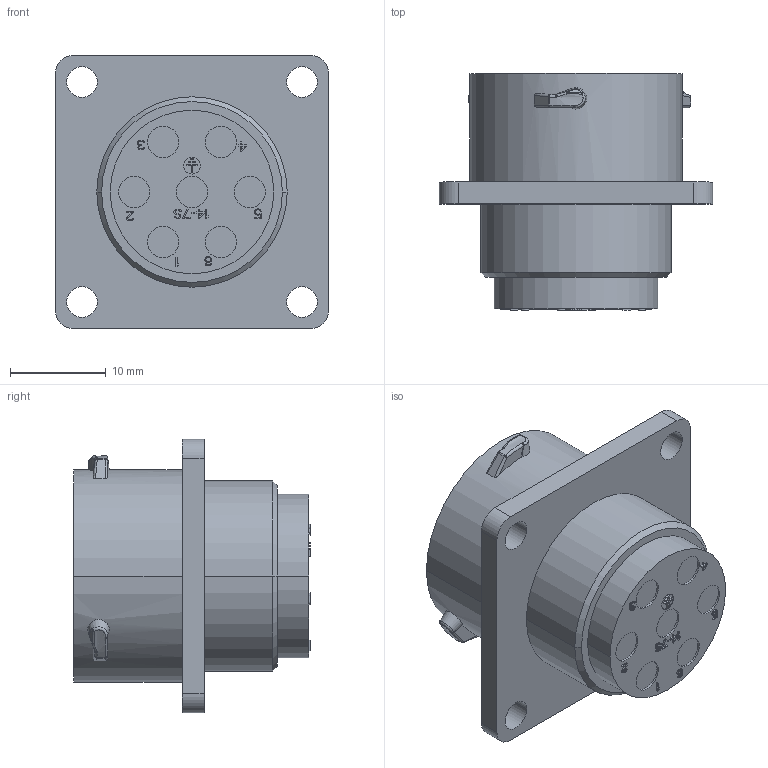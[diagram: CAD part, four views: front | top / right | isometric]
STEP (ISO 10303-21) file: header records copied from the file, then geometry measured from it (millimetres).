
FILE_DESCRIPTION((''),'2;1');
FILE_NAME('UTS0147S_CLIENT','2012-11-26T',('jfeurprier'),('SOURIAU'),'PRO/ENGINEER BY PARAMETRIC TECHNOLOGY CORPORATION, 2010140','PRO/ENGINEER BY PARAMETRIC TECHNOLOGY CORPORATION, 2010140','');
FILE_SCHEMA(('CONFIG_CONTROL_DESIGN'));
Length unit declared in the file: millimetre
Products named in the file (1): UTS0147S_CLIENT
Bounding box: 28.6 x 24.75 x 28.6 mm (x, y, z)
Volume: 8731.3 mm3; surface area: 4285.8 mm2
Topology: 1 solids, 1 shells, 826 faces, 2245 edges, 1479 vertices
Faces by surface type: plane 696, cylinder 71, bspline 36, sphere 12, torus 6, cone 5
Entity records: 28715 total; most frequent: CARTESIAN_POINT 7905, ORIENTED_EDGE 4490, DIRECTION 3942, EDGE_CURVE 2245, VECTOR 1972, LINE 1972, VERTEX_POINT 1479, AXIS2_PLACEMENT_3D 985
